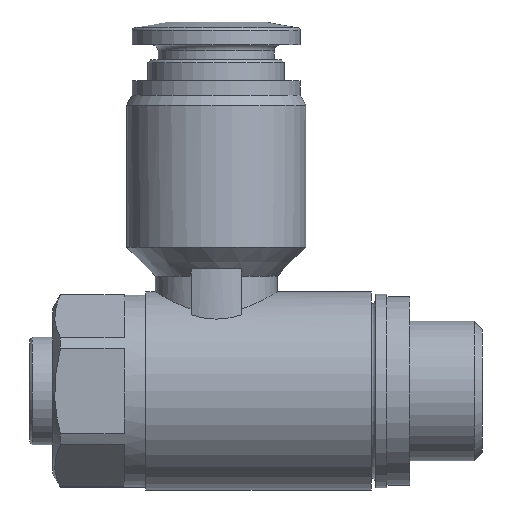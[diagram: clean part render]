
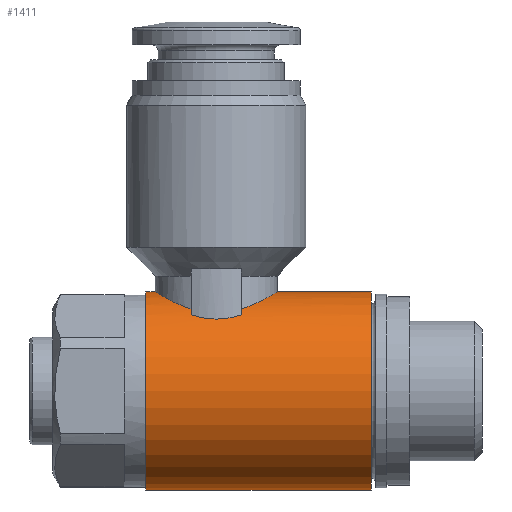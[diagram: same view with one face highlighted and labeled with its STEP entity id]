
A CAD part, left-side view. The second image highlights one B-rep face of the part: STEP entity #1411.
In plain terms, the highlighted cylindrical face has radius 6.9 mm (diameter 13.8 mm), a full revolution.
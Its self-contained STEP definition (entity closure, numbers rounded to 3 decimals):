
#143=CIRCLE('',#1490,6.9);
#144=CIRCLE('',#1491,6.9);
#145=CIRCLE('',#1492,6.9);
#146=CIRCLE('',#1493,6.9);
#147=CIRCLE('',#1494,6.9);
#148=CIRCLE('',#1495,6.9);
#204=B_SPLINE_CURVE_WITH_KNOTS('',3,(#1951,#1952,#1953,#1954,#1955,#1956,
#1957),.UNSPECIFIED.,.F.,.F.,(4,1,1,1,4),(0.015,0.018,
0.02,0.023,0.025),.UNSPECIFIED.);
#205=B_SPLINE_CURVE_WITH_KNOTS('',3,(#1961,#1962,#1963,#1964,#1965),
 .UNSPECIFIED.,.F.,.F.,(4,1,4),(0.,0.002,0.004),
 .UNSPECIFIED.);
#206=B_SPLINE_CURVE_WITH_KNOTS('',3,(#1969,#1970,#1971,#1972,#1973,#1974,
#1975),.UNSPECIFIED.,.F.,.F.,(4,1,1,1,4),(0.002,0.004,
0.007,0.009,0.012),
 .UNSPECIFIED.);
#207=B_SPLINE_CURVE_WITH_KNOTS('',3,(#1979,#1980,#1981,#1982,#1983),
 .UNSPECIFIED.,.F.,.F.,(4,1,4),(0.,0.002,0.004),
 .UNSPECIFIED.);
#229=ORIENTED_EDGE('',*,*,#471,.F.);
#230=ORIENTED_EDGE('',*,*,#472,.T.);
#231=ORIENTED_EDGE('',*,*,#473,.F.);
#232=ORIENTED_EDGE('',*,*,#474,.F.);
#233=ORIENTED_EDGE('',*,*,#475,.F.);
#234=ORIENTED_EDGE('',*,*,#476,.F.);
#235=ORIENTED_EDGE('',*,*,#477,.F.);
#236=ORIENTED_EDGE('',*,*,#478,.F.);
#237=ORIENTED_EDGE('',*,*,#479,.F.);
#238=ORIENTED_EDGE('',*,*,#480,.F.);
#471=EDGE_CURVE('',#592,#592,#143,.T.);
#472=EDGE_CURVE('',#593,#593,#144,.T.);
#473=EDGE_CURVE('',#594,#595,#145,.T.);
#474=EDGE_CURVE('',#596,#594,#204,.T.);
#475=EDGE_CURVE('',#597,#596,#146,.T.);
#476=EDGE_CURVE('',#598,#597,#205,.T.);
#477=EDGE_CURVE('',#599,#598,#147,.T.);
#478=EDGE_CURVE('',#600,#599,#206,.T.);
#479=EDGE_CURVE('',#601,#600,#148,.T.);
#480=EDGE_CURVE('',#595,#601,#207,.T.);
#592=VERTEX_POINT('',#1945);
#593=VERTEX_POINT('',#1947);
#594=VERTEX_POINT('',#1949);
#595=VERTEX_POINT('',#1950);
#596=VERTEX_POINT('',#1958);
#597=VERTEX_POINT('',#1960);
#598=VERTEX_POINT('',#1966);
#599=VERTEX_POINT('',#1968);
#600=VERTEX_POINT('',#1976);
#601=VERTEX_POINT('',#1978);
#686=EDGE_LOOP('',(#229));
#687=EDGE_LOOP('',(#230));
#688=EDGE_LOOP('',(#231,#232,#233,#234,#235,#236,#237,#238));
#797=FACE_BOUND('',#686,.T.);
#798=FACE_BOUND('',#687,.T.);
#799=FACE_BOUND('',#688,.T.);
#907=CYLINDRICAL_SURFACE('',#1489,6.9);
#1411=ADVANCED_FACE('',(#797,#798,#799),#907,.T.);
#1489=AXIS2_PLACEMENT_3D('',#1943,#1629,#1630);
#1490=AXIS2_PLACEMENT_3D('',#1944,#1631,#1632);
#1491=AXIS2_PLACEMENT_3D('',#1946,#1633,#1634);
#1492=AXIS2_PLACEMENT_3D('',#1948,#1635,#1636);
#1493=AXIS2_PLACEMENT_3D('',#1959,#1637,#1638);
#1494=AXIS2_PLACEMENT_3D('',#1967,#1639,#1640);
#1495=AXIS2_PLACEMENT_3D('',#1977,#1641,#1642);
#1629=DIRECTION('',(0.,-1.,0.));
#1630=DIRECTION('',(0.,0.,-1.));
#1631=DIRECTION('',(0.,-1.,0.));
#1632=DIRECTION('',(0.,0.,-1.));
#1633=DIRECTION('',(0.,-1.,0.));
#1634=DIRECTION('',(0.,0.,-1.));
#1635=DIRECTION('',(0.,-1.,0.));
#1636=DIRECTION('',(0.,0.,-1.));
#1637=DIRECTION('',(0.,-1.,0.));
#1638=DIRECTION('',(0.,0.,-1.));
#1639=DIRECTION('',(0.,1.,0.));
#1640=DIRECTION('',(0.,0.,1.));
#1641=DIRECTION('',(0.,1.,0.));
#1642=DIRECTION('',(0.,0.,1.));
#1943=CARTESIAN_POINT('',(0.,-18.55,0.));
#1944=CARTESIAN_POINT('',(0.,-10.8,0.));
#1945=CARTESIAN_POINT('',(0.,-10.8,-6.9));
#1946=CARTESIAN_POINT('',(0.,4.9,0.));
#1947=CARTESIAN_POINT('',(0.,4.9,-6.9));
#1948=CARTESIAN_POINT('',(0.,1.75,0.));
#1949=CARTESIAN_POINT('',(-3.873,1.75,5.711));
#1950=CARTESIAN_POINT('',(-4.416,1.75,5.302));
#1951=CARTESIAN_POINT('',(3.873,1.75,5.711));
#1952=CARTESIAN_POINT('',(3.54,2.487,5.936));
#1953=CARTESIAN_POINT('',(2.488,3.73,6.566));
#1954=CARTESIAN_POINT('',(0.007,4.511,7.068));
#1955=CARTESIAN_POINT('',(-2.496,3.728,6.564));
#1956=CARTESIAN_POINT('',(-3.539,2.488,5.937));
#1957=CARTESIAN_POINT('',(-3.873,1.75,5.711));
#1958=CARTESIAN_POINT('',(3.873,1.75,5.711));
#1959=CARTESIAN_POINT('',(0.,1.75,0.));
#1960=CARTESIAN_POINT('',(4.416,1.75,5.302));
#1961=CARTESIAN_POINT('',(4.416,-1.75,5.302));
#1962=CARTESIAN_POINT('',(4.632,-1.206,5.122));
#1963=CARTESIAN_POINT('',(4.868,-0.001,4.887));
#1964=CARTESIAN_POINT('',(4.632,1.206,5.122));
#1965=CARTESIAN_POINT('',(4.416,1.75,5.302));
#1966=CARTESIAN_POINT('',(4.416,-1.75,5.302));
#1967=CARTESIAN_POINT('',(0.,-1.75,0.));
#1968=CARTESIAN_POINT('',(3.873,-1.75,5.711));
#1969=CARTESIAN_POINT('',(-3.873,-1.75,5.711));
#1970=CARTESIAN_POINT('',(-3.541,-2.486,5.936));
#1971=CARTESIAN_POINT('',(-2.486,-3.731,6.566));
#1972=CARTESIAN_POINT('',(-0.012,-4.509,7.067));
#1973=CARTESIAN_POINT('',(2.494,-3.732,6.566));
#1974=CARTESIAN_POINT('',(3.542,-2.483,5.935));
#1975=CARTESIAN_POINT('',(3.873,-1.75,5.711));
#1976=CARTESIAN_POINT('',(-3.873,-1.75,5.711));
#1977=CARTESIAN_POINT('',(0.,-1.75,0.));
#1978=CARTESIAN_POINT('',(-4.416,-1.75,5.302));
#1979=CARTESIAN_POINT('',(-4.416,1.75,5.302));
#1980=CARTESIAN_POINT('',(-4.632,1.206,5.122));
#1981=CARTESIAN_POINT('',(-4.868,0.001,4.887));
#1982=CARTESIAN_POINT('',(-4.632,-1.206,5.122));
#1983=CARTESIAN_POINT('',(-4.416,-1.75,5.302));
